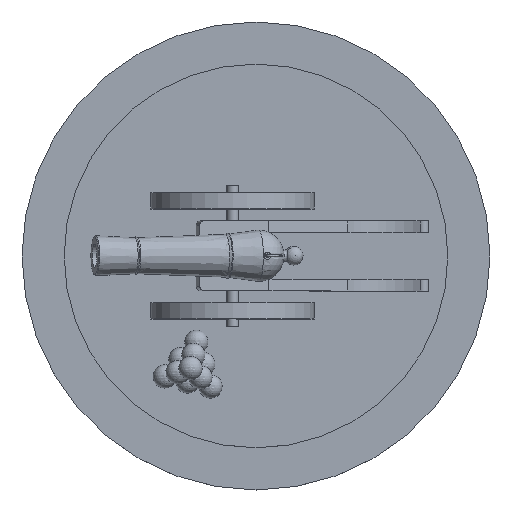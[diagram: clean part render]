
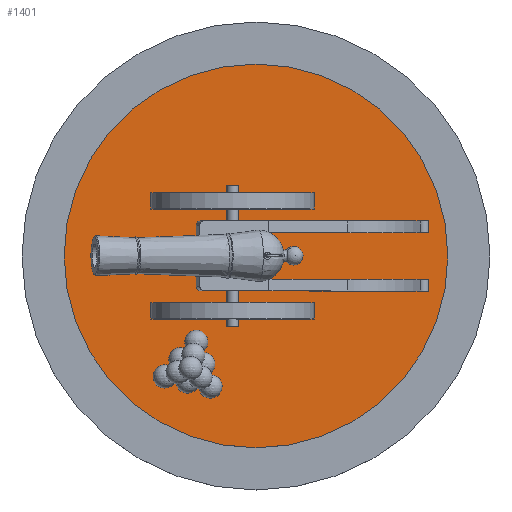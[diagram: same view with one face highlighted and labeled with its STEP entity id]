
A CAD part, top view. The second image highlights one B-rep face of the part: STEP entity #1401.
In plain terms, the highlighted face is planar.
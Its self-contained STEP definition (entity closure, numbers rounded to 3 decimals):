
#262=PLANE('',#1771);
#295=ORIENTED_EDGE('',*,*,#639,.F.);
#639=EDGE_CURVE('',#813,#813,#945,.T.);
#813=VERTEX_POINT('',#2393);
#945=CIRCLE('',#1770,82.);
#1030=EDGE_LOOP('',(#295));
#1195=FACE_BOUND('',#1030,.T.);
#1401=ADVANCED_FACE('',(#1195),#262,.F.);
#1770=AXIS2_PLACEMENT_3D('',#2392,#1969,#1970);
#1771=AXIS2_PLACEMENT_3D('',#2394,#1971,#1972);
#1969=DIRECTION('',(0.,1.,0.));
#1970=DIRECTION('',(-1.,0.,0.));
#1971=DIRECTION('',(0.,1.,0.));
#1972=DIRECTION('',(0.,0.,1.));
#2392=CARTESIAN_POINT('',(0.,-10.,0.));
#2393=CARTESIAN_POINT('',(-82.,-10.,0.));
#2394=CARTESIAN_POINT('',(0.,-10.,0.));
